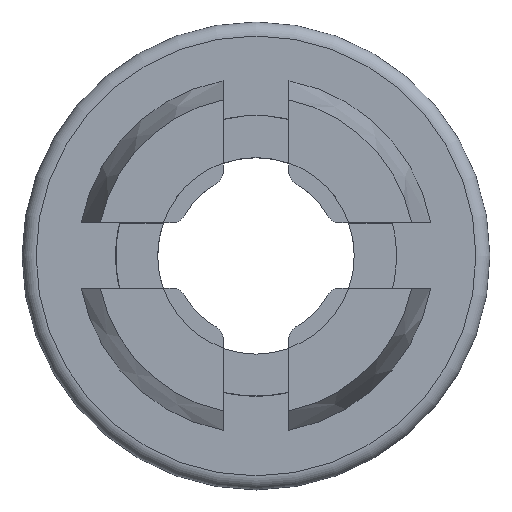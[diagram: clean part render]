
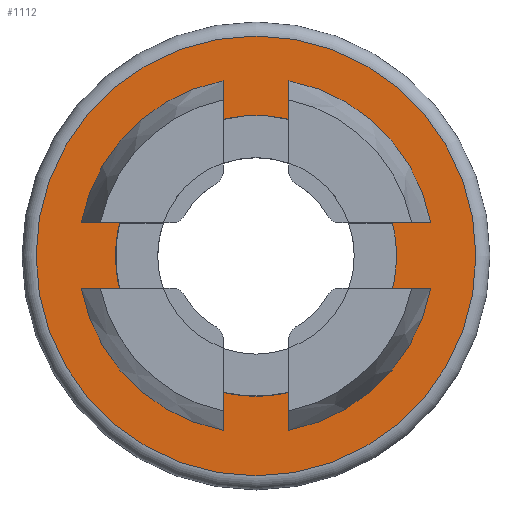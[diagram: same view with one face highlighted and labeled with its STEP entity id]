
A CAD part, top view. The second image highlights one B-rep face of the part: STEP entity #1112.
In plain terms, the highlighted planar face has unit normal (0, 0, 1).
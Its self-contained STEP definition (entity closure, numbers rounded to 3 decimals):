
#38=FACE_BOUND('',#159,.T.);
#50=PLANE('',#1231);
#99=FACE_OUTER_BOUND('',#158,.T.);
#158=EDGE_LOOP('',(#849));
#159=EDGE_LOOP('',(#850));
#400=CIRCLE('',#1226,4.7);
#404=CIRCLE('',#1232,3.);
#494=VERTEX_POINT('',#1814);
#497=VERTEX_POINT('',#1824);
#631=EDGE_CURVE('',#494,#494,#400,.T.);
#636=EDGE_CURVE('',#497,#497,#404,.T.);
#849=ORIENTED_EDGE('',*,*,#631,.F.);
#850=ORIENTED_EDGE('',*,*,#636,.T.);
#1112=ADVANCED_FACE('',(#99,#38),#50,.T.);
#1226=AXIS2_PLACEMENT_3D('',#1815,#1474,#1475);
#1231=AXIS2_PLACEMENT_3D('',#1823,#1485,#1486);
#1232=AXIS2_PLACEMENT_3D('',#1825,#1487,#1488);
#1474=DIRECTION('center_axis',(0.,0.,-1.));
#1475=DIRECTION('ref_axis',(1.,0.,0.));
#1485=DIRECTION('center_axis',(0.,0.,1.));
#1486=DIRECTION('ref_axis',(1.,0.,0.));
#1487=DIRECTION('center_axis',(0.,0.,-1.));
#1488=DIRECTION('ref_axis',(-1.,0.,0.));
#1814=CARTESIAN_POINT('',(-4.7,0.,1.5));
#1815=CARTESIAN_POINT('Origin',(0.,0.,1.5));
#1823=CARTESIAN_POINT('Origin',(0.,0.,1.5));
#1824=CARTESIAN_POINT('',(3.,0.,1.5));
#1825=CARTESIAN_POINT('Origin',(0.,0.,1.5));
